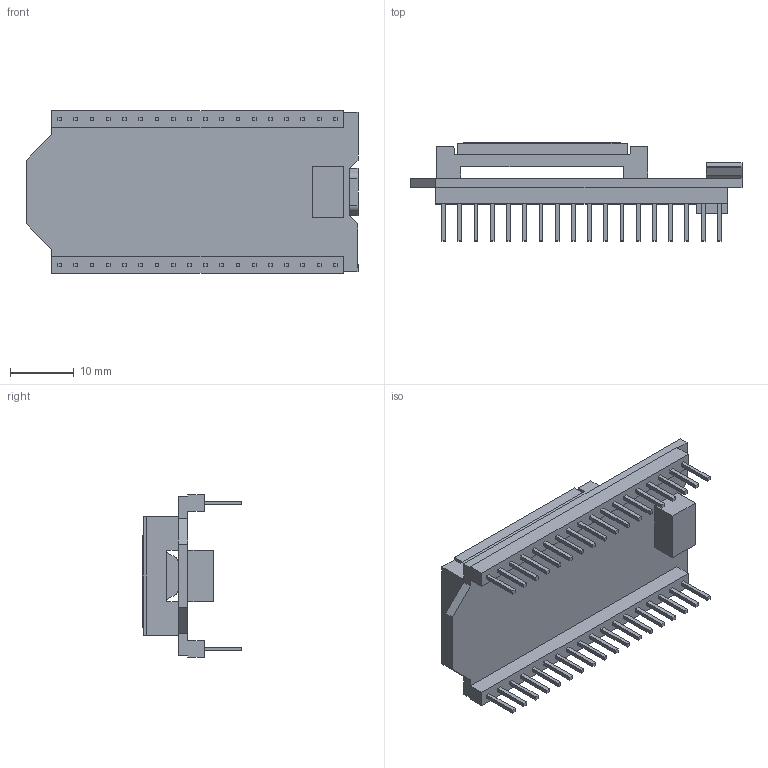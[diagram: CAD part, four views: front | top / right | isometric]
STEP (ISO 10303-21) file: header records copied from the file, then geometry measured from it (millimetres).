
FILE_DESCRIPTION (( 'STEP AP214' ), '1' );
FILE_NAME ('wifi_lora_32_v2.STEP', '2019-10-07T13:07:17', ( '' ), ( '' ), 'SwSTEP 2.0', 'SolidWorks 2018', '' );
FILE_SCHEMA (( 'AUTOMOTIVE_DESIGN' ));
Length unit declared in the file: millimetre
Products named in the file (4): B-XSP___; wifi_lora_32_v2; B-PK___; B-DZB___
Assembly tree (3 placements, depth 2):
  wifi_lora_32_v2
    B-DZB___
    B-PK___
    B-XSP___
Bounding box: 52 x 15.39 x 25.4 mm (x, y, z)
Volume: 5050.1 mm3; surface area: 6940.9 mm2
Topology: 3 solids, 3 shells, 515 faces, 1319 edges, 874 vertices
Faces by surface type: plane 373, bspline 108, cylinder 18, cone 16
Entity records: 23223 total; most frequent: CARTESIAN_POINT 8598, ORIENTED_EDGE 2638, DIRECTION 1985, EDGE_CURVE 1319, LINE 1047, VECTOR 1047, VERTEX_POINT 874, EDGE_LOOP 579
